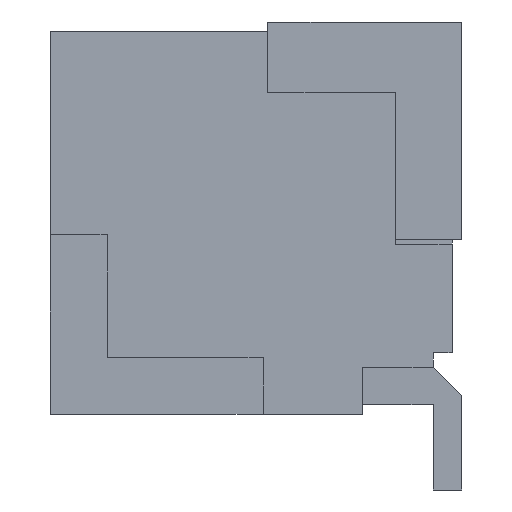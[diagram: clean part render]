
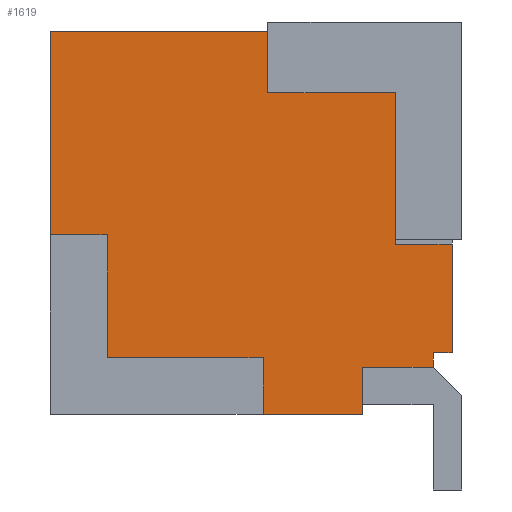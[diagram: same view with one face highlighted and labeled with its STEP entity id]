
A CAD part, left-side view. The second image highlights one B-rep face of the part: STEP entity #1619.
In plain terms, the highlighted planar face has unit normal (-1, 0, 0).
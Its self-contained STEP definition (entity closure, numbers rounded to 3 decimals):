
#18 = VERTEX_POINT ( 'NONE', #94 ) ;
#20 = CARTESIAN_POINT ( 'NONE',  ( -7., 1.95, 4.05 ) ) ;
#31 = LINE ( 'NONE', #877, #341 ) ;
#73 = CARTESIAN_POINT ( 'NONE',  ( -7., 0., 0.6 ) ) ;
#87 = PLANE ( 'NONE',  #3337 ) ;
#94 = CARTESIAN_POINT ( 'NONE',  ( -7., 3.65, 1.9 ) ) ;
#128 = CARTESIAN_POINT ( 'NONE',  ( -7., 0., 0. ) ) ;
#148 = CARTESIAN_POINT ( 'NONE',  ( -7., 0.2, 0.65 ) ) ;
#153 = LINE ( 'NONE', #1188, #1451 ) ;
#220 = DIRECTION ( 'NONE',  ( 0., -1., 0. ) ) ;
#248 = LINE ( 'NONE', #1588, #2882 ) ;
#272 = CARTESIAN_POINT ( 'NONE',  ( -7., 1.95, 3.4 ) ) ;
#328 = CARTESIAN_POINT ( 'NONE',  ( -7., 0., 0.65 ) ) ;
#341 = VECTOR ( 'NONE', #549, 1000. ) ;
#353 = EDGE_CURVE ( 'NONE', #1355, #2276, #1021, .T. ) ;
#368 = CARTESIAN_POINT ( 'NONE',  ( -7., 0.6, 1.8 ) ) ;
#392 = ORIENTED_EDGE ( 'NONE', *, *, #2868, .T. ) ;
#415 = DIRECTION ( 'NONE',  ( 0., 0., -1. ) ) ;
#461 = DIRECTION ( 'NONE',  ( 0., 0., 1. ) ) ;
#474 = CARTESIAN_POINT ( 'NONE',  ( -7., 2., 4.05 ) ) ;
#510 = CARTESIAN_POINT ( 'NONE',  ( -7., 0.6, 4.05 ) ) ;
#525 = EDGE_CURVE ( 'NONE', #1915, #1211, #248, .T. ) ;
#527 = EDGE_CURVE ( 'NONE', #18, #1600, #1625, .T. ) ;
#549 = DIRECTION ( 'NONE',  ( 0., 0., 1. ) ) ;
#573 = FACE_OUTER_BOUND ( 'NONE', #2053, .T. ) ;
#582 = ORIENTED_EDGE ( 'NONE', *, *, #2601, .T. ) ;
#615 = ORIENTED_EDGE ( 'NONE', *, *, #1885, .F. ) ;
#645 = CARTESIAN_POINT ( 'NONE',  ( -7., 0.95, 0.5 ) ) ;
#657 = CARTESIAN_POINT ( 'NONE',  ( -7., 0.95, 0.5 ) ) ;
#676 = VERTEX_POINT ( 'NONE', #1287 ) ;
#686 = DIRECTION ( 'NONE',  ( 0., -1., 0. ) ) ;
#694 = DIRECTION ( 'NONE',  ( 1., 0., 0. ) ) ;
#732 = LINE ( 'NONE', #645, #2475 ) ;
#877 = CARTESIAN_POINT ( 'NONE',  ( -7., 0.2, 0.5 ) ) ;
#889 = CARTESIAN_POINT ( 'NONE',  ( -7., 0.2, 0.65 ) ) ;
#919 = ORIENTED_EDGE ( 'NONE', *, *, #3714, .F. ) ;
#952 = LINE ( 'NONE', #474, #3420 ) ;
#958 = DIRECTION ( 'NONE',  ( 0., -1., 0. ) ) ;
#975 = EDGE_CURVE ( 'NONE', #676, #1915, #3315, .T. ) ;
#1021 = LINE ( 'NONE', #2353, #2461 ) ;
#1046 = VECTOR ( 'NONE', #461, 1000. ) ;
#1139 = CARTESIAN_POINT ( 'NONE',  ( -7., 0., 3.4 ) ) ;
#1188 = CARTESIAN_POINT ( 'NONE',  ( -7., 0.95, 0. ) ) ;
#1211 = VERTEX_POINT ( 'NONE', #272 ) ;
#1232 = VECTOR ( 'NONE', #3153, 1000. ) ;
#1235 = LINE ( 'NONE', #2497, #3421 ) ;
#1244 = VECTOR ( 'NONE', #3070, 1000. ) ;
#1279 = CARTESIAN_POINT ( 'NONE',  ( -7., 0., 1.8 ) ) ;
#1287 = CARTESIAN_POINT ( 'NONE',  ( -7., 4.25, 4.05 ) ) ;
#1300 = VERTEX_POINT ( 'NONE', #889 ) ;
#1355 = VERTEX_POINT ( 'NONE', #328 ) ;
#1363 = ORIENTED_EDGE ( 'NONE', *, *, #3853, .F. ) ;
#1451 = VECTOR ( 'NONE', #2960, 1000. ) ;
#1527 = VECTOR ( 'NONE', #2346, 1000. ) ;
#1542 = ORIENTED_EDGE ( 'NONE', *, *, #3734, .F. ) ;
#1559 = EDGE_CURVE ( 'NONE', #676, #1600, #3572, .T. ) ;
#1569 = CARTESIAN_POINT ( 'NONE',  ( -7., 3.65, 0.6 ) ) ;
#1588 = CARTESIAN_POINT ( 'NONE',  ( -7., 1.95, 4.05 ) ) ;
#1600 = VERTEX_POINT ( 'NONE', #3369 ) ;
#1619 = ADVANCED_FACE ( 'NONE', ( #573 ), #87, .F. ) ;
#1625 = LINE ( 'NONE', #3073, #1770 ) ;
#1668 = DIRECTION ( 'NONE',  ( 0., -1., 0. ) ) ;
#1687 = ORIENTED_EDGE ( 'NONE', *, *, #525, .F. ) ;
#1770 = VECTOR ( 'NONE', #2235, 1000. ) ;
#1780 = EDGE_CURVE ( 'NONE', #3877, #3683, #3294, .T. ) ;
#1808 = VERTEX_POINT ( 'NONE', #3843 ) ;
#1885 = EDGE_CURVE ( 'NONE', #1211, #3877, #3425, .T. ) ;
#1915 = VERTEX_POINT ( 'NONE', #20 ) ;
#1955 = VECTOR ( 'NONE', #3405, 1000. ) ;
#2030 = DIRECTION ( 'NONE',  ( 0., 0., 1. ) ) ;
#2053 = EDGE_LOOP ( 'NONE', ( #2506, #1542, #1363, #2190, #2407, #392, #582, #3690, #2057, #919, #2189, #615, #1687, #3671, #2989, #2715 ) ) ;
#2057 = ORIENTED_EDGE ( 'NONE', *, *, #353, .T. ) ;
#2156 = CARTESIAN_POINT ( 'NONE',  ( -7., 0.2, 0.5 ) ) ;
#2189 = ORIENTED_EDGE ( 'NONE', *, *, #1780, .F. ) ;
#2190 = ORIENTED_EDGE ( 'NONE', *, *, #3809, .F. ) ;
#2206 = CARTESIAN_POINT ( 'NONE',  ( -7., 0., 4.05 ) ) ;
#2235 = DIRECTION ( 'NONE',  ( 0., 1., 0. ) ) ;
#2276 = VERTEX_POINT ( 'NONE', #1279 ) ;
#2346 = DIRECTION ( 'NONE',  ( 0., 0., -1. ) ) ;
#2353 = CARTESIAN_POINT ( 'NONE',  ( -7., 0., 4.05 ) ) ;
#2407 = ORIENTED_EDGE ( 'NONE', *, *, #2679, .T. ) ;
#2461 = VECTOR ( 'NONE', #2030, 1000. ) ;
#2463 = CARTESIAN_POINT ( 'NONE',  ( -7., 4.25, 4.05 ) ) ;
#2467 = DIRECTION ( 'NONE',  ( 0., 1., 0. ) ) ;
#2475 = VECTOR ( 'NONE', #958, 1000. ) ;
#2497 = CARTESIAN_POINT ( 'NONE',  ( -7., 0., 1.8 ) ) ;
#2506 = ORIENTED_EDGE ( 'NONE', *, *, #3186, .F. ) ;
#2540 = LINE ( 'NONE', #73, #3248 ) ;
#2545 = CARTESIAN_POINT ( 'NONE',  ( -7., 0.6, 3.4 ) ) ;
#2585 = DIRECTION ( 'NONE',  ( 0., 0., 1. ) ) ;
#2601 = EDGE_CURVE ( 'NONE', #3485, #1300, #31, .T. ) ;
#2679 = EDGE_CURVE ( 'NONE', #2884, #3631, #153, .T. ) ;
#2715 = ORIENTED_EDGE ( 'NONE', *, *, #527, .F. ) ;
#2868 = EDGE_CURVE ( 'NONE', #3631, #3485, #732, .T. ) ;
#2882 = VECTOR ( 'NONE', #415, 1000. ) ;
#2884 = VERTEX_POINT ( 'NONE', #3059 ) ;
#2952 = EDGE_CURVE ( 'NONE', #1300, #1355, #3673, .T. ) ;
#2960 = DIRECTION ( 'NONE',  ( 0., 0., 1. ) ) ;
#2989 = ORIENTED_EDGE ( 'NONE', *, *, #1559, .T. ) ;
#3059 = CARTESIAN_POINT ( 'NONE',  ( -7., 0.95, 0. ) ) ;
#3070 = DIRECTION ( 'NONE',  ( 0., 0., -1. ) ) ;
#3073 = CARTESIAN_POINT ( 'NONE',  ( -7., 4.25, 1.9 ) ) ;
#3153 = DIRECTION ( 'NONE',  ( 0., 1., 0. ) ) ;
#3162 = CARTESIAN_POINT ( 'NONE',  ( -7., 0., 4.05 ) ) ;
#3186 = EDGE_CURVE ( 'NONE', #3492, #18, #3410, .T. ) ;
#3248 = VECTOR ( 'NONE', #2467, 1000. ) ;
#3294 = LINE ( 'NONE', #510, #1527 ) ;
#3315 = LINE ( 'NONE', #3162, #3753 ) ;
#3337 = AXIS2_PLACEMENT_3D ( 'NONE', #2206, #694, #3397 ) ;
#3369 = CARTESIAN_POINT ( 'NONE',  ( -7., 4.25, 1.9 ) ) ;
#3370 = LINE ( 'NONE', #128, #1232 ) ;
#3397 = DIRECTION ( 'NONE',  ( 0., 0., -1. ) ) ;
#3405 = DIRECTION ( 'NONE',  ( 0., -1., 0. ) ) ;
#3410 = LINE ( 'NONE', #3450, #1046 ) ;
#3420 = VECTOR ( 'NONE', #2585, 1000. ) ;
#3421 = VECTOR ( 'NONE', #686, 1000. ) ;
#3425 = LINE ( 'NONE', #1139, #3806 ) ;
#3450 = CARTESIAN_POINT ( 'NONE',  ( -7., 3.65, 4.05 ) ) ;
#3485 = VERTEX_POINT ( 'NONE', #2156 ) ;
#3492 = VERTEX_POINT ( 'NONE', #1569 ) ;
#3572 = LINE ( 'NONE', #2463, #1244 ) ;
#3630 = VERTEX_POINT ( 'NONE', #3674 ) ;
#3631 = VERTEX_POINT ( 'NONE', #657 ) ;
#3671 = ORIENTED_EDGE ( 'NONE', *, *, #975, .F. ) ;
#3673 = LINE ( 'NONE', #148, #1955 ) ;
#3674 = CARTESIAN_POINT ( 'NONE',  ( -7., 2., 0.6 ) ) ;
#3683 = VERTEX_POINT ( 'NONE', #368 ) ;
#3690 = ORIENTED_EDGE ( 'NONE', *, *, #2952, .T. ) ;
#3714 = EDGE_CURVE ( 'NONE', #3683, #2276, #1235, .T. ) ;
#3734 = EDGE_CURVE ( 'NONE', #3630, #3492, #2540, .T. ) ;
#3753 = VECTOR ( 'NONE', #1668, 1000. ) ;
#3806 = VECTOR ( 'NONE', #220, 1000. ) ;
#3809 = EDGE_CURVE ( 'NONE', #2884, #1808, #3370, .T. ) ;
#3843 = CARTESIAN_POINT ( 'NONE',  ( -7., 2., 0. ) ) ;
#3853 = EDGE_CURVE ( 'NONE', #1808, #3630, #952, .T. ) ;
#3877 = VERTEX_POINT ( 'NONE', #2545 ) ;
